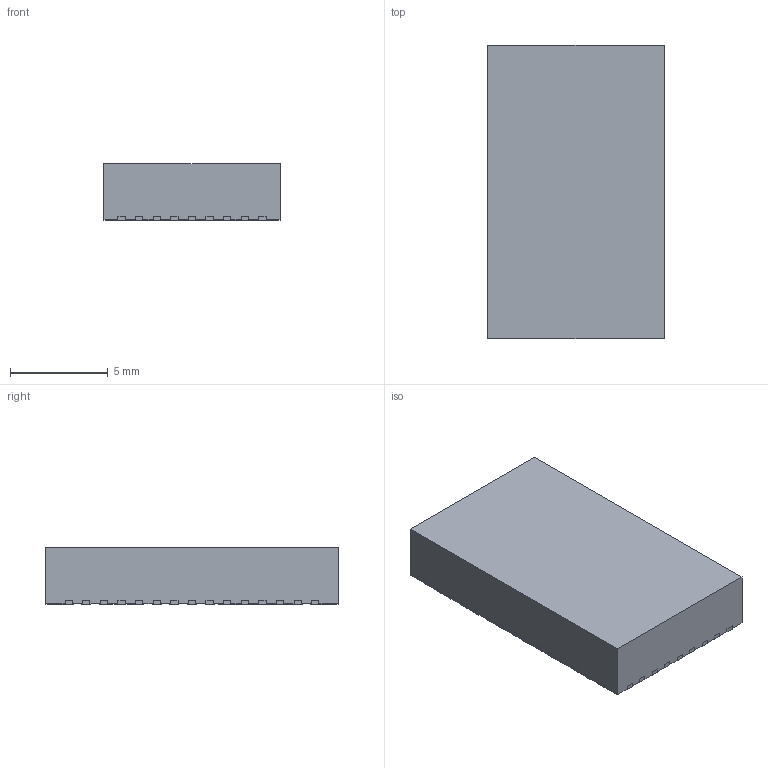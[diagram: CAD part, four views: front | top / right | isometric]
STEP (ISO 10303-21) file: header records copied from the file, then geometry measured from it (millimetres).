
FILE_DESCRIPTION((''),'2;1');
FILE_NAME('RUQ0047A_ASM','2018-06-13T15:01:49',('a0412086'),(''),'CREO PARAMETRIC BY PTC INC, 2017260','CREO PARAMETRIC BY PTC INC, 2017260','');
FILE_SCHEMA(('AUTOMOTIVE_DESIGN { 1 0 10303 214 1 1 1 1 }'));
Length unit declared in the file: millimetre
Products named in the file (3): FRAME; MOLD; RUQ0047A_ASM
Assembly tree (2 placements, depth 2):
  RUQ0047A_ASM
    FRAME
    MOLD
Bounding box: 9 x 15 x 2.9 mm (x, y, z)
Volume: 389 mm3; surface area: 518.7 mm2
Topology: 48 solids, 48 shells, 1177 faces, 3234 edges, 2156 vertices
Faces by surface type: plane 1011, cylinder 166
Entity records: 47167 total; most frequent: CARTESIAN_POINT 6606, ORIENTED_EDGE 6468, DIRECTION 5969, PRESENTATION_STYLE_ASSIGNMENT 3282, STYLED_ITEM 3282, CURVE_STYLE 3234, EDGE_CURVE 3234, VECTOR 2902
